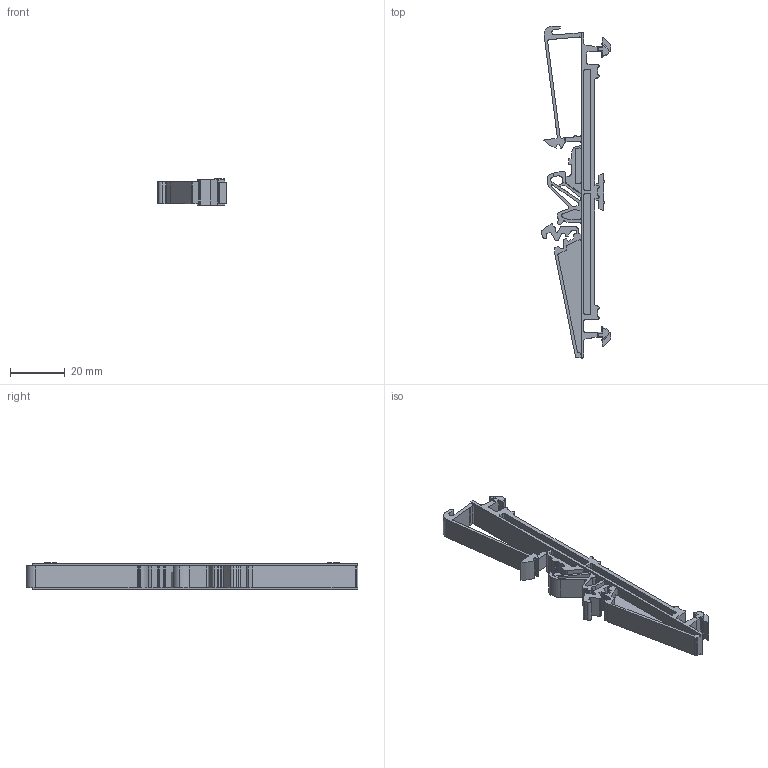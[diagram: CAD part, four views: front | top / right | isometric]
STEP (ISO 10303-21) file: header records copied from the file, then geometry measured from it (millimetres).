
FILE_DESCRIPTION(/* description */ (''),/* implementation_level */ '2;1');
FILE_NAME(/* name */ 'RF_SP2.stp',/* time_stamp */ '2013-02-01T12:20:27+01:00',/* author */ (''),/* organization */ (''),/* preprocessor_version */ 'ST-DEVELOPER v14',/* originating_system */ 'SIEMENS PLM Software NX 8.0',/* authorisation */ '');
FILE_SCHEMA (('CONFIG_CONTROL_DESIGN'));
Length unit declared in the file: millimetre
Products named in the file (1): RF_SP2
Bounding box: 25.47 x 121.19 x 9.53 mm (x, y, z)
Volume: 6313.8 mm3; surface area: 9932 mm2
Topology: 1 solids, 1 shells, 413 faces, 1220 edges, 811 vertices
Faces by surface type: plane 246, cylinder 167
Entity records: 13930 total; most frequent: CARTESIAN_POINT 2445, ORIENTED_EDGE 2440, DIRECTION 2400, EDGE_CURVE 1220, LINE 868, VECTOR 868, VERTEX_POINT 811, AXIS2_PLACEMENT_3D 766
